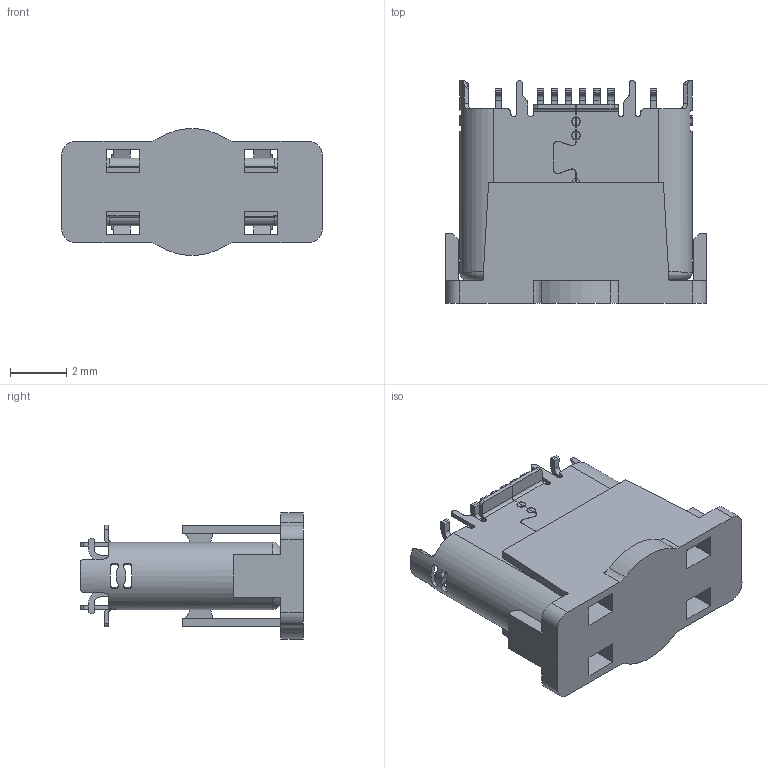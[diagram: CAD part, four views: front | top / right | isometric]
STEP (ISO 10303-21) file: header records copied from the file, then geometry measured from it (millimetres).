
FILE_DESCRIPTION(/* description */ ('Unknown'),/* implementation_level */ '2;1');
FILE_NAME(/* name */ '629712010214',/* time_stamp */ '2022-03-10T16:59:18+01:00',/* author */ ('Unknown'),/* organization */ ('Unknown'),/* preprocessor_version */ 'ST-DEVELOPER v16.7',/* originating_system */ 'Solid Edge',/* authorisation */ 'Unknown');
FILE_SCHEMA (('AUTOMOTIVE_DESIGN {1 0 10303 214 3 1 1}'));
Length unit declared in the file: millimetre
Products named in the file (7): 629712010214; 629712010214_Peg; 629712010214_Ground spring; 629712010214_Shielding; 629712010214_Housing; 629712010214_Pin; 629712010214_Stopper
Assembly tree (22 placements, depth 2):
  629712010214
    629712010214_Peg  x2
    629712010214_Ground spring
    629712010214_Shielding
    629712010214_Housing
    629712010214_Pin  x16
    629712010214_Stopper
Bounding box: 9.25 x 7.9 x 4.48 mm (x, y, z)
Volume: 95.2 mm3; surface area: 776.7 mm2
Topology: 19 solids, 19 shells, 1255 faces, 3614 edges, 2394 vertices
Faces by surface type: plane 789, cylinder 455, cone 5, torus 4, bspline 2
Entity records: 22395 total; most frequent: CARTESIAN_POINT 4695, ORIENTED_EDGE 3868, DIRECTION 3400, EDGE_CURVE 1934, LINE 1398, VECTOR 1398, VERTEX_POINT 1284, AXIS2_PLACEMENT_3D 1001
